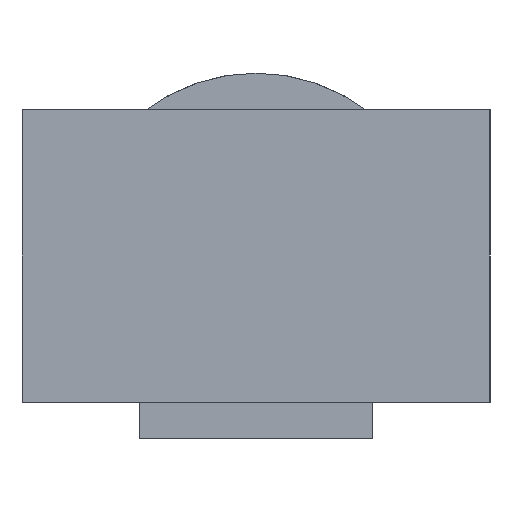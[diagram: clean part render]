
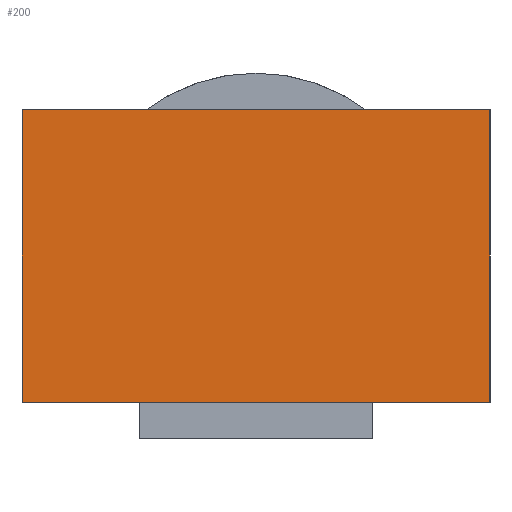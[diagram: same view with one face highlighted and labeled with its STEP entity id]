
A CAD part, left-side view. The second image highlights one B-rep face of the part: STEP entity #200.
In plain terms, the highlighted planar face has unit normal (-1, 0, 0).
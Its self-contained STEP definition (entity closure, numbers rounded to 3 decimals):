
#144=CARTESIAN_POINT('',(-9.,5.,0.));
#145=VERTEX_POINT('',#144);
#152=CARTESIAN_POINT('',(-9.,5.,4.));
#153=VERTEX_POINT('',#152);
#154=CARTESIAN_POINT('',(-9.,5.,4.));
#155=DIRECTION('',(0.,0.,-1.));
#156=VECTOR('',#155,4.);
#157=LINE('',#154,#156);
#158=EDGE_CURVE('',#153,#145,#157,.T.);
#170=CARTESIAN_POINT('',(-9.,1.8,4.));
#171=DIRECTION('',(-1.,0.,0.));
#172=DIRECTION('',(0.,0.,1.));
#173=AXIS2_PLACEMENT_3D('',#170,#171,#172);
#174=PLANE('',#173);
#175=CARTESIAN_POINT('',(-9.,-1.4,0.));
#176=VERTEX_POINT('',#175);
#177=CARTESIAN_POINT('',(-9.,-1.4,0.));
#178=DIRECTION('',(0.,1.,0.));
#179=VECTOR('',#178,6.4);
#180=LINE('',#177,#179);
#181=EDGE_CURVE('',#176,#145,#180,.T.);
#182=ORIENTED_EDGE('',*,*,#181,.F.);
#183=CARTESIAN_POINT('',(-9.,-1.4,4.));
#184=VERTEX_POINT('',#183);
#185=CARTESIAN_POINT('',(-9.,-1.4,4.));
#186=DIRECTION('',(0.,0.,-1.));
#187=VECTOR('',#186,4.);
#188=LINE('',#185,#187);
#189=EDGE_CURVE('',#184,#176,#188,.T.);
#190=ORIENTED_EDGE('',*,*,#189,.F.);
#191=CARTESIAN_POINT('',(-9.,-1.4,4.));
#192=DIRECTION('',(0.,1.,0.));
#193=VECTOR('',#192,6.4);
#194=LINE('',#191,#193);
#195=EDGE_CURVE('',#184,#153,#194,.T.);
#196=ORIENTED_EDGE('',*,*,#195,.T.);
#197=ORIENTED_EDGE('',*,*,#158,.T.);
#198=EDGE_LOOP('',(#182,#190,#196,#197));
#199=FACE_BOUND('',#198,.T.);
#200=ADVANCED_FACE('',(#199),#174,.T.);
